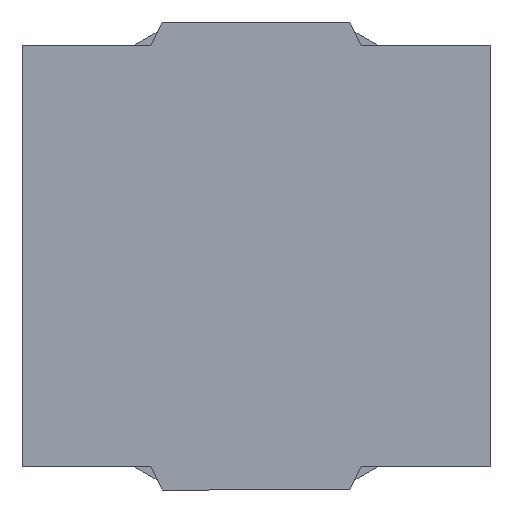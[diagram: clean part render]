
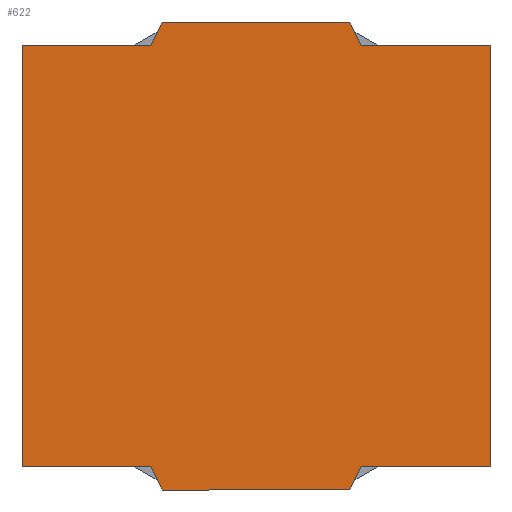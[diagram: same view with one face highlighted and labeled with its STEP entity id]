
A CAD part, front view. The second image highlights one B-rep face of the part: STEP entity #622.
In plain terms, the highlighted planar face has unit normal (0, -1, 0).
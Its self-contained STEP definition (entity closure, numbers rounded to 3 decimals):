
#40 = DIRECTION ( 'NONE',  ( 1., 0., 0. ) ) ;
#46 = CARTESIAN_POINT ( 'NONE',  ( -2.9, 0., -0.2 ) ) ;
#53 = VECTOR ( 'NONE', #96, 1000. ) ;
#57 = VECTOR ( 'NONE', #115, 1000. ) ;
#60 = EDGE_CURVE ( 'NONE', #854, #505, #445, .T. ) ;
#75 = ORIENTED_EDGE ( 'NONE', *, *, #826, .T. ) ;
#83 = ORIENTED_EDGE ( 'NONE', *, *, #856, .T. ) ;
#90 = CARTESIAN_POINT ( 'NONE',  ( -2.8, 0., -4. ) ) ;
#96 = DIRECTION ( 'NONE',  ( 0.447, 0., 0.894 ) ) ;
#101 = VECTOR ( 'NONE', #340, 1000. ) ;
#111 = CARTESIAN_POINT ( 'NONE',  ( -2.8, 0., 0. ) ) ;
#115 = DIRECTION ( 'NONE',  ( -1., 0., 0. ) ) ;
#121 = DIRECTION ( 'NONE',  ( 0., -1., 0. ) ) ;
#132 = CARTESIAN_POINT ( 'NONE',  ( -1.2, 0., -4. ) ) ;
#137 = CARTESIAN_POINT ( 'NONE',  ( -1.1, 0., -3.8 ) ) ;
#141 = ORIENTED_EDGE ( 'NONE', *, *, #312, .F. ) ;
#149 = VECTOR ( 'NONE', #615, 1000. ) ;
#152 = LINE ( 'NONE', #800, #902 ) ;
#157 = CARTESIAN_POINT ( 'NONE',  ( -1.1, 0., -0.2 ) ) ;
#158 = EDGE_CURVE ( 'NONE', #570, #557, #173, .T. ) ;
#173 = LINE ( 'NONE', #659, #483 ) ;
#176 = CARTESIAN_POINT ( 'NONE',  ( -2.9, 0., -0.2 ) ) ;
#185 = EDGE_LOOP ( 'NONE', ( #403, #663, #75, #141, #389, #577, #630, #251, #745, #506, #83, #284 ) ) ;
#186 = FACE_OUTER_BOUND ( 'NONE', #185, .T. ) ;
#189 = LINE ( 'NONE', #538, #57 ) ;
#191 = VECTOR ( 'NONE', #816, 1000. ) ;
#194 = EDGE_CURVE ( 'NONE', #513, #509, #522, .T. ) ;
#219 = VECTOR ( 'NONE', #694, 1000. ) ;
#239 = CARTESIAN_POINT ( 'NONE',  ( 0., 0., -0.2 ) ) ;
#251 = ORIENTED_EDGE ( 'NONE', *, *, #60, .F. ) ;
#284 = ORIENTED_EDGE ( 'NONE', *, *, #194, .T. ) ;
#288 = LINE ( 'NONE', #572, #191 ) ;
#296 = VERTEX_POINT ( 'NONE', #400 ) ;
#312 = EDGE_CURVE ( 'NONE', #555, #907, #475, .T. ) ;
#326 = LINE ( 'NONE', #398, #683 ) ;
#340 = DIRECTION ( 'NONE',  ( 1., 0., 0. ) ) ;
#383 = DIRECTION ( 'NONE',  ( 0.447, 0., -0.894 ) ) ;
#384 = DIRECTION ( 'NONE',  ( 1., 0., 0. ) ) ;
#389 = ORIENTED_EDGE ( 'NONE', *, *, #930, .F. ) ;
#398 = CARTESIAN_POINT ( 'NONE',  ( -2.9, 0., -3.8 ) ) ;
#399 = DIRECTION ( 'NONE',  ( 0., 0., -1. ) ) ;
#400 = CARTESIAN_POINT ( 'NONE',  ( -1.2, 0., 0. ) ) ;
#403 = ORIENTED_EDGE ( 'NONE', *, *, #603, .F. ) ;
#423 = CARTESIAN_POINT ( 'NONE',  ( -1.1, 0., -0.2 ) ) ;
#445 = LINE ( 'NONE', #581, #53 ) ;
#456 = CARTESIAN_POINT ( 'NONE',  ( -4., 0., -0.2 ) ) ;
#462 = EDGE_CURVE ( 'NONE', #642, #706, #152, .T. ) ;
#467 = CARTESIAN_POINT ( 'NONE',  ( -2.9, 0., -3.8 ) ) ;
#469 = EDGE_CURVE ( 'NONE', #296, #810, #514, .T. ) ;
#475 = LINE ( 'NONE', #762, #219 ) ;
#483 = VECTOR ( 'NONE', #891, 1000. ) ;
#505 = VERTEX_POINT ( 'NONE', #111 ) ;
#506 = ORIENTED_EDGE ( 'NONE', *, *, #158, .T. ) ;
#509 = VERTEX_POINT ( 'NONE', #525 ) ;
#513 = VERTEX_POINT ( 'NONE', #467 ) ;
#514 = LINE ( 'NONE', #157, #693 ) ;
#519 = DIRECTION ( 'NONE',  ( 0.447, 0., 0.894 ) ) ;
#522 = LINE ( 'NONE', #90, #739 ) ;
#525 = CARTESIAN_POINT ( 'NONE',  ( -2.8, 0., -4. ) ) ;
#531 = CARTESIAN_POINT ( 'NONE',  ( -4., 0., -3.8 ) ) ;
#535 = LINE ( 'NONE', #837, #149 ) ;
#538 = CARTESIAN_POINT ( 'NONE',  ( 0., 0., 0. ) ) ;
#549 = EDGE_CURVE ( 'NONE', #570, #854, #825, .T. ) ;
#555 = VERTEX_POINT ( 'NONE', #901 ) ;
#557 = VERTEX_POINT ( 'NONE', #531 ) ;
#570 = VERTEX_POINT ( 'NONE', #456 ) ;
#572 = CARTESIAN_POINT ( 'NONE',  ( 0., 0., -3.8 ) ) ;
#577 = ORIENTED_EDGE ( 'NONE', *, *, #469, .F. ) ;
#581 = CARTESIAN_POINT ( 'NONE',  ( -2.8, 0., 0. ) ) ;
#599 = CARTESIAN_POINT ( 'NONE',  ( 0., 0., -3.8 ) ) ;
#603 = EDGE_CURVE ( 'NONE', #642, #509, #535, .T. ) ;
#612 = VECTOR ( 'NONE', #40, 1000. ) ;
#615 = DIRECTION ( 'NONE',  ( -1., 0., 0. ) ) ;
#622 = ADVANCED_FACE ( 'NONE', ( #186 ), #755, .T. ) ;
#630 = ORIENTED_EDGE ( 'NONE', *, *, #872, .T. ) ;
#642 = VERTEX_POINT ( 'NONE', #132 ) ;
#655 = DIRECTION ( 'NONE',  ( 0.447, 0., -0.894 ) ) ;
#659 = CARTESIAN_POINT ( 'NONE',  ( -4., 0., 0. ) ) ;
#663 = ORIENTED_EDGE ( 'NONE', *, *, #462, .T. ) ;
#682 = CARTESIAN_POINT ( 'NONE',  ( 0., 0., 0. ) ) ;
#683 = VECTOR ( 'NONE', #384, 1000. ) ;
#693 = VECTOR ( 'NONE', #655, 1000. ) ;
#694 = DIRECTION ( 'NONE',  ( 0., 0., -1. ) ) ;
#706 = VERTEX_POINT ( 'NONE', #137 ) ;
#732 = AXIS2_PLACEMENT_3D ( 'NONE', #682, #121, #399 ) ;
#739 = VECTOR ( 'NONE', #383, 1000. ) ;
#745 = ORIENTED_EDGE ( 'NONE', *, *, #549, .F. ) ;
#755 = PLANE ( 'NONE',  #732 ) ;
#762 = CARTESIAN_POINT ( 'NONE',  ( 0., 0., 0. ) ) ;
#800 = CARTESIAN_POINT ( 'NONE',  ( -1.1, 0., -3.8 ) ) ;
#810 = VERTEX_POINT ( 'NONE', #423 ) ;
#816 = DIRECTION ( 'NONE',  ( 1., 0., 0. ) ) ;
#825 = LINE ( 'NONE', #176, #612 ) ;
#826 = EDGE_CURVE ( 'NONE', #706, #907, #288, .T. ) ;
#837 = CARTESIAN_POINT ( 'NONE',  ( 0., 0., -4. ) ) ;
#854 = VERTEX_POINT ( 'NONE', #46 ) ;
#856 = EDGE_CURVE ( 'NONE', #557, #513, #326, .T. ) ;
#872 = EDGE_CURVE ( 'NONE', #296, #505, #189, .T. ) ;
#891 = DIRECTION ( 'NONE',  ( 0., 0., -1. ) ) ;
#898 = LINE ( 'NONE', #239, #101 ) ;
#901 = CARTESIAN_POINT ( 'NONE',  ( 0., 0., -0.2 ) ) ;
#902 = VECTOR ( 'NONE', #519, 1000. ) ;
#907 = VERTEX_POINT ( 'NONE', #599 ) ;
#930 = EDGE_CURVE ( 'NONE', #810, #555, #898, .T. ) ;
